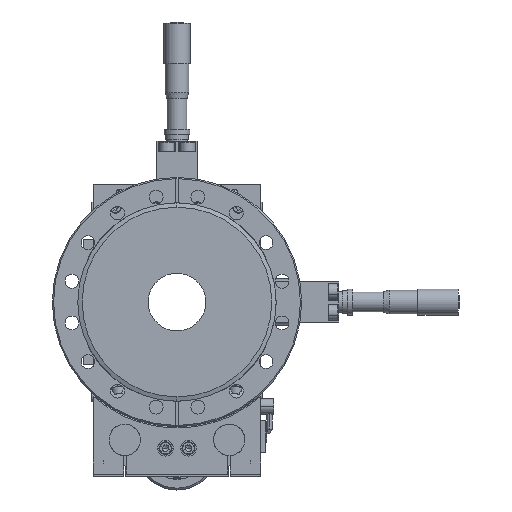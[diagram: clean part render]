
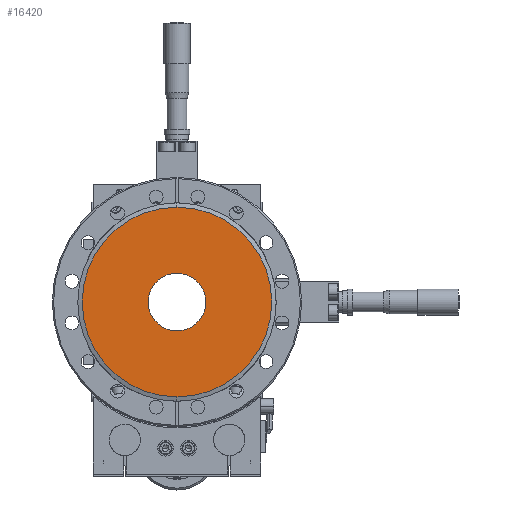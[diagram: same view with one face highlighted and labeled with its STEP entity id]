
A CAD part, front view. The second image highlights one B-rep face of the part: STEP entity #16420.
In plain terms, the highlighted planar face has unit normal (0, -1, 0).
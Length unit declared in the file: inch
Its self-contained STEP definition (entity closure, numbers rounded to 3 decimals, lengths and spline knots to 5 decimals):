
#3319 = CIRCLE ( 'NONE', #82086, 0.69 ) ;
#3322 = CIRCLE ( 'NONE', #82108, 2.27 ) ;
#3336 = CIRCLE ( 'NONE', #82094, 0.69 ) ;
#3376 = CIRCLE ( 'NONE', #82312, 2.27 ) ;
#16420 = ADVANCED_FACE ( 'NONE', ( #53593, #53652 ), #44028, .F. ) ;
#24712 = EDGE_LOOP ( 'NONE', ( #52715, #52753 ) ) ;
#35901 = VERTEX_POINT ( 'NONE', #71043 ) ;
#35918 = VERTEX_POINT ( 'NONE', #71016 ) ;
#35925 = VERTEX_POINT ( 'NONE', #71026 ) ;
#35952 = VERTEX_POINT ( 'NONE', #71046 ) ;
#43999 = DIRECTION ( 'NONE',  ( 0., 0., 1. ) ) ;
#44013 = DIRECTION ( 'NONE',  ( 0., 1., 0. ) ) ;
#44020 = CARTESIAN_POINT ( 'NONE',  ( 0., 0.086, 2.27 ) ) ;
#44028 = PLANE ( 'NONE',  #84499 ) ;
#52715 = ORIENTED_EDGE ( 'NONE', *, *, #55776, .T. ) ;
#52735 = ORIENTED_EDGE ( 'NONE', *, *, #55766, .F. ) ;
#52753 = ORIENTED_EDGE ( 'NONE', *, *, #55820, .T. ) ;
#52765 = ORIENTED_EDGE ( 'NONE', *, *, #55767, .F. ) ;
#53593 = FACE_BOUND ( 'NONE', #86373, .T. ) ;
#53652 = FACE_OUTER_BOUND ( 'NONE', #24712, .T. ) ;
#55766 = EDGE_CURVE ( 'NONE', #35918, #35952, #3336, .T. ) ;
#55767 = EDGE_CURVE ( 'NONE', #35952, #35918, #3319, .T. ) ;
#55776 = EDGE_CURVE ( 'NONE', #35901, #35925, #3322, .T. ) ;
#55820 = EDGE_CURVE ( 'NONE', #35925, #35901, #3376, .T. ) ;
#71016 = CARTESIAN_POINT ( 'NONE',  ( 0., 0.086, 0.69 ) ) ;
#71026 = CARTESIAN_POINT ( 'NONE',  ( 0., 0.086, 2.27 ) ) ;
#71043 = CARTESIAN_POINT ( 'NONE',  ( 0., 0.086, -2.27 ) ) ;
#71046 = CARTESIAN_POINT ( 'NONE',  ( 0., 0.086, -0.69 ) ) ;
#82086 = AXIS2_PLACEMENT_3D ( 'NONE', #94436, #94559, #94548 ) ;
#82094 = AXIS2_PLACEMENT_3D ( 'NONE', #94512, #94565, #94528 ) ;
#82108 = AXIS2_PLACEMENT_3D ( 'NONE', #94585, #94606, #94625 ) ;
#82312 = AXIS2_PLACEMENT_3D ( 'NONE', #94825, #94889, #94919 ) ;
#84499 = AXIS2_PLACEMENT_3D ( 'NONE', #44020, #44013, #43999 ) ;
#86373 = EDGE_LOOP ( 'NONE', ( #52765, #52735 ) ) ;
#94436 = CARTESIAN_POINT ( 'NONE',  ( 0., 0.086, 0. ) ) ;
#94512 = CARTESIAN_POINT ( 'NONE',  ( 0., 0.086, 0. ) ) ;
#94528 = DIRECTION ( 'NONE',  ( 0., 0., -1. ) ) ;
#94548 = DIRECTION ( 'NONE',  ( 0., 0., -1. ) ) ;
#94559 = DIRECTION ( 'NONE',  ( 0., -1., 0. ) ) ;
#94565 = DIRECTION ( 'NONE',  ( 0., -1., 0. ) ) ;
#94585 = CARTESIAN_POINT ( 'NONE',  ( 0., 0.086, 0. ) ) ;
#94606 = DIRECTION ( 'NONE',  ( 0., -1., 0. ) ) ;
#94625 = DIRECTION ( 'NONE',  ( 0., 0., -1. ) ) ;
#94825 = CARTESIAN_POINT ( 'NONE',  ( 0., 0.086, 0. ) ) ;
#94889 = DIRECTION ( 'NONE',  ( 0., -1., 0. ) ) ;
#94919 = DIRECTION ( 'NONE',  ( 0., 0., -1. ) ) ;
